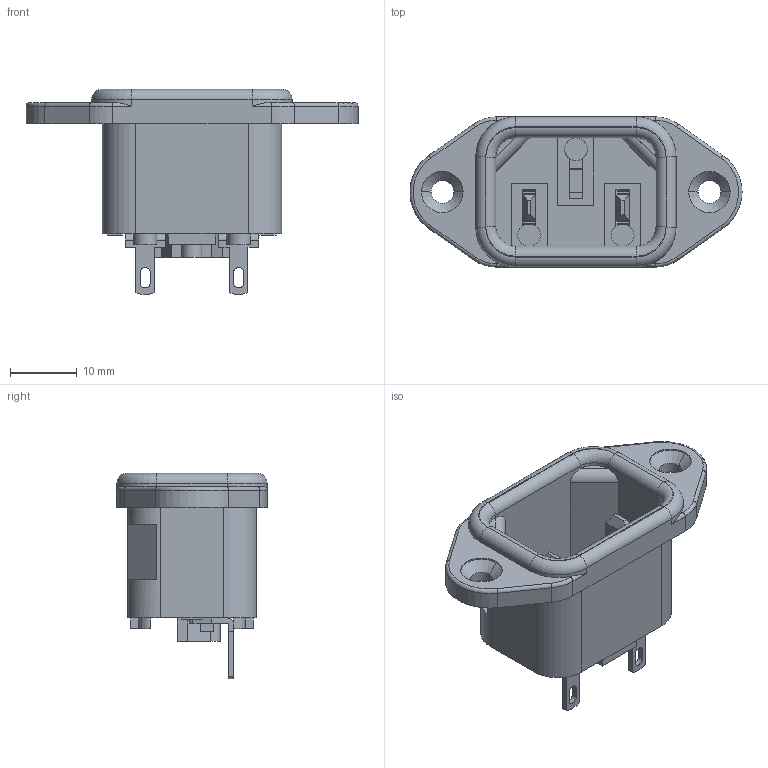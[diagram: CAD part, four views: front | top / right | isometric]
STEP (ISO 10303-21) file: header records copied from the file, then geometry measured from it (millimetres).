
FILE_DESCRIPTION (( 'STEP AP214' ), '1' );
FILE_NAME ('ACM-C8-GQ6-TT_3D.step', '2024-03-07T16:48:22', ( '' ), ( '' ), 'SwSTEP 2.0', 'SolidWorks 2022', '' );
FILE_SCHEMA (( 'AUTOMOTIVE_DESIGN' ));
Length unit declared in the file: inch
Products named in the file (1): ACM-C8-GQ6-TT_3D
Bounding box: 49.72 x 22.5 x 30.74 mm (x, y, z)
Volume: 5710.7 mm3; surface area: 6639.9 mm2
Topology: 5 solids, 5 shells, 316 faces, 823 edges, 527 vertices
Faces by surface type: plane 205, cylinder 93, torus 14, cone 4
Entity records: 9896 total; most frequent: CARTESIAN_POINT 1899, ORIENTED_EDGE 1646, DIRECTION 1636, EDGE_CURVE 823, LINE 608, VECTOR 608, VERTEX_POINT 527, AXIS2_PLACEMENT_3D 514
